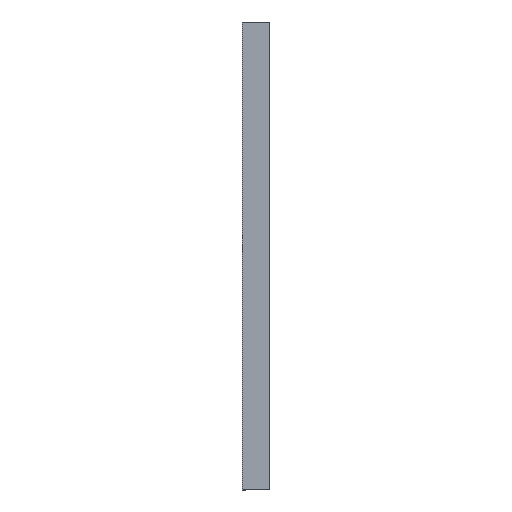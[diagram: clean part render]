
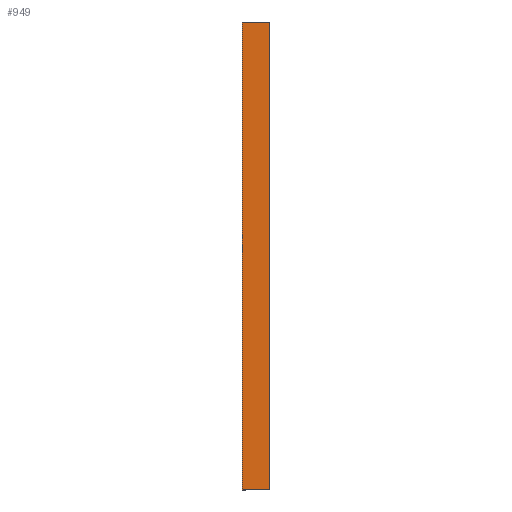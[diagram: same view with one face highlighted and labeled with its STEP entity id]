
A CAD part, left-side view. The second image highlights one B-rep face of the part: STEP entity #949.
In plain terms, the highlighted planar face has unit normal (-1, 0, 0).
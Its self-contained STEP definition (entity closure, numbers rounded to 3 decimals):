
#72=FACE_OUTER_BOUND('',#125,.T.);
#125=EDGE_LOOP('',(#646,#647,#648,#649,#650,#651));
#185=LINE('',#1366,#289);
#203=LINE('',#1430,#307);
#204=LINE('',#1432,#308);
#205=LINE('',#1434,#309);
#206=LINE('',#1436,#310);
#207=LINE('',#1437,#311);
#289=VECTOR('',#1105,10.);
#307=VECTOR('',#1153,10.);
#308=VECTOR('',#1154,10.);
#309=VECTOR('',#1155,10.);
#310=VECTOR('',#1156,10.);
#311=VECTOR('',#1157,10.);
#392=VERTEX_POINT('',#1363);
#393=VERTEX_POINT('',#1365);
#424=VERTEX_POINT('',#1429);
#425=VERTEX_POINT('',#1431);
#426=VERTEX_POINT('',#1433);
#427=VERTEX_POINT('',#1435);
#481=EDGE_CURVE('',#392,#393,#185,.T.);
#513=EDGE_CURVE('',#424,#392,#203,.T.);
#514=EDGE_CURVE('',#425,#424,#204,.T.);
#515=EDGE_CURVE('',#426,#425,#205,.T.);
#516=EDGE_CURVE('',#427,#426,#206,.T.);
#517=EDGE_CURVE('',#393,#427,#207,.T.);
#646=ORIENTED_EDGE('',*,*,#513,.F.);
#647=ORIENTED_EDGE('',*,*,#514,.F.);
#648=ORIENTED_EDGE('',*,*,#515,.F.);
#649=ORIENTED_EDGE('',*,*,#516,.F.);
#650=ORIENTED_EDGE('',*,*,#517,.F.);
#651=ORIENTED_EDGE('',*,*,#481,.F.);
#870=PLANE('',#1032);
#949=ADVANCED_FACE('',(#72),#870,.T.);
#1032=AXIS2_PLACEMENT_3D('',#1428,#1151,#1152);
#1105=DIRECTION('',(0.,0.,1.));
#1151=DIRECTION('center_axis',(-1.,0.,0.));
#1152=DIRECTION('ref_axis',(0.,0.,1.));
#1153=DIRECTION('',(0.,1.,0.));
#1154=DIRECTION('',(0.,1.,0.));
#1155=DIRECTION('',(0.,0.,-1.));
#1156=DIRECTION('',(0.,-1.,0.));
#1157=DIRECTION('',(0.,-1.,0.));
#1363=CARTESIAN_POINT('',(-46.701,1.5,-210.));
#1365=CARTESIAN_POINT('',(-46.701,1.5,0.));
#1366=CARTESIAN_POINT('',(-46.701,1.5,-105.));
#1428=CARTESIAN_POINT('Origin',(-46.701,17.179,-105.));
#1429=CARTESIAN_POINT('',(-46.701,-2.,-210.));
#1430=CARTESIAN_POINT('',(-46.701,10.715,-210.));
#1431=CARTESIAN_POINT('',(-46.701,-11.021,-210.));
#1432=CARTESIAN_POINT('',(-46.701,-11.021,-210.));
#1433=CARTESIAN_POINT('',(-46.701,-11.021,0.));
#1434=CARTESIAN_POINT('',(-46.701,-11.021,0.));
#1435=CARTESIAN_POINT('',(-46.701,-2.,0.));
#1436=CARTESIAN_POINT('',(-46.701,45.379,0.));
#1437=CARTESIAN_POINT('',(-46.701,7.59,0.));
